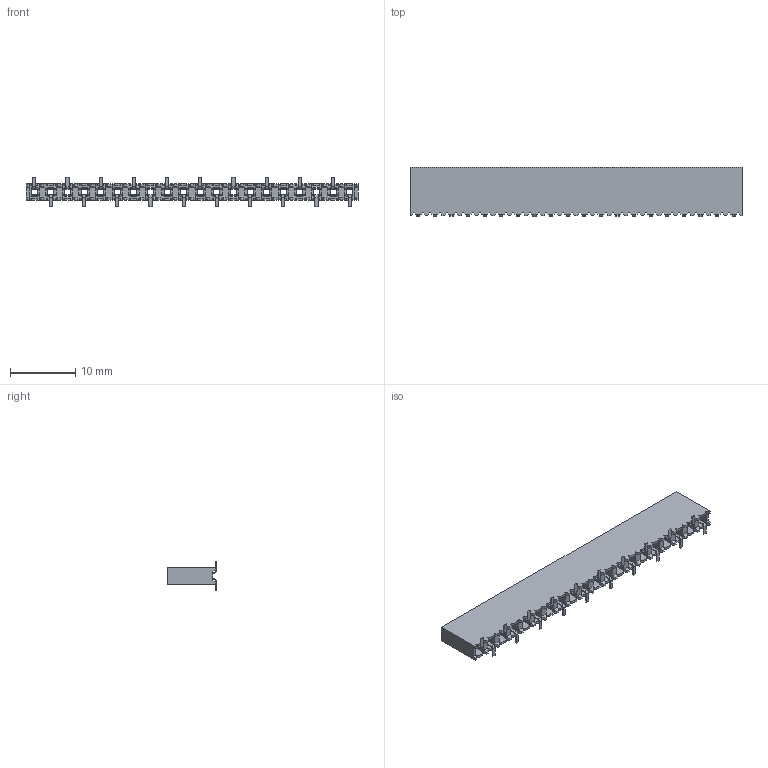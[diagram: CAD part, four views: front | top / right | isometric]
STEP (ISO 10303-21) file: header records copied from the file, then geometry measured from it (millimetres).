
FILE_DESCRIPTION(/* description */ ('STEP AP214'),/* implementation_level */ '2;1');
FILE_NAME(/* name */ 'SSM-120-L-SV-BE',/* time_stamp */ '2026-01-15T09:52:08+01:00',/* author */ ('License CC BY-ND 4.0'),/* organization */ ('CADENAS'),/* preprocessor_version */ 'ST-DEVELOPER v20',/* originating_system */ 'PARTsolutions',/* authorisation */ ' ');
FILE_SCHEMA (('AUTOMOTIVE_DESIGN {1 0 10303 214 3 1 1}'));
Length unit declared in the file: inch
Products named in the file (3): SSM-120-L-SV-BE; SSM-120-L-SV-BE_body; C-95-02-L20
Assembly tree (2 placements, depth 2):
  SSM-120-L-SV-BE
    SSM-120-L-SV-BE_body
    C-95-02-L20
Bounding box: 50.8 x 7.49 x 4.57 mm (x, y, z)
Volume: 605.8 mm3; surface area: 2051.2 mm2
Topology: 2 solids, 2 shells, 849 faces, 2532 edges, 1688 vertices
Faces by surface type: plane 809, cylinder 40
Entity records: 28216 total; most frequent: CARTESIAN_POINT 5072, ORIENTED_EDGE 5064, DIRECTION 4316, EDGE_CURVE 2532, LINE 2452, VECTOR 2452, VERTEX_POINT 1688, AXIS2_PLACEMENT_3D 932
